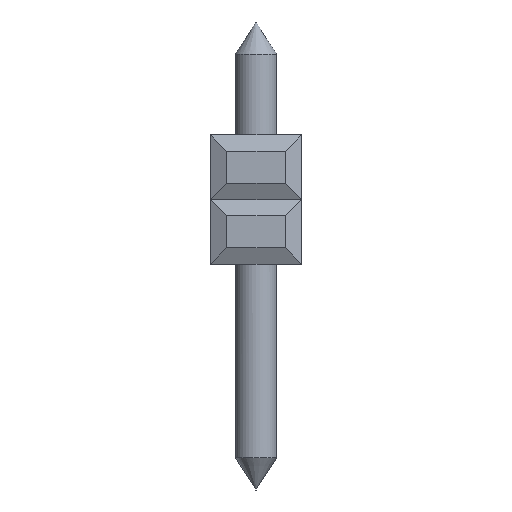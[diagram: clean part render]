
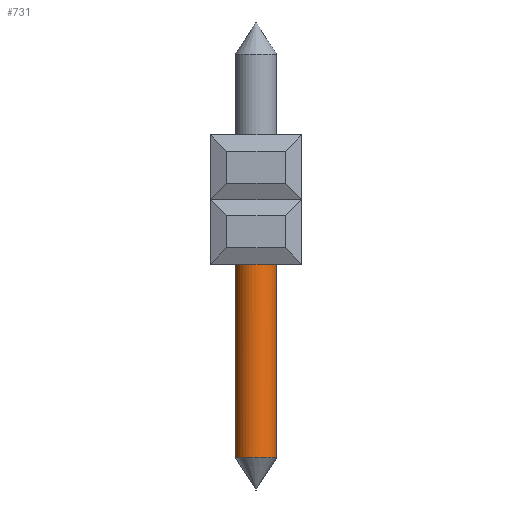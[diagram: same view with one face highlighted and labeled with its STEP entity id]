
A CAD part, left-side view. The second image highlights one B-rep face of the part: STEP entity #731.
In plain terms, the highlighted cylindrical face has radius 0.65 mm (diameter 1.3 mm), a full revolution.
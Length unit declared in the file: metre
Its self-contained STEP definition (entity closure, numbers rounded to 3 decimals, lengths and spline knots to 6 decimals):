
#731=ADVANCED_FACE('',(#2085,#2086),#2087,.T.);
#2085=FACE_OUTER_BOUND('',#4178,.T.);
#2086=FACE_OUTER_BOUND('',#4179,.T.);
#2087=CYLINDRICAL_SURFACE('',#4180,0.00065);
#4178=EDGE_LOOP('',(#6367));
#4179=EDGE_LOOP('',(#6368));
#4180=AXIS2_PLACEMENT_3D('',#6369,#6370,#6371);
#6367=ORIENTED_EDGE('',*,*,#11677,.F.);
#6368=ORIENTED_EDGE('',*,*,#11678,.F.);
#6369=CARTESIAN_POINT('',(-0.00435,-0.03326,0.0005));
#6370=DIRECTION('',(0.0,0.,-1.0));
#6371=DIRECTION('',(-1.0,0.0,0.0));
#11677=EDGE_CURVE('',#13830,#13830,#13831,.T.);
#11678=EDGE_CURVE('',#13832,#13832,#13833,.T.);
#13830=VERTEX_POINT('',#16791);
#13831=CIRCLE('',#16792,0.00065);
#13832=VERTEX_POINT('',#16793);
#13833=CIRCLE('',#16794,0.00065);
#16791=CARTESIAN_POINT('',(-0.00396,-0.03274,-0.01));
#16792=AXIS2_PLACEMENT_3D('',#20978,#20979,#20980);
#16793=CARTESIAN_POINT('',(-0.00435,-0.03391,-0.0038));
#16794=AXIS2_PLACEMENT_3D('',#20981,#20982,#20983);
#20978=CARTESIAN_POINT('',(-0.00435,-0.03326,-0.01));
#20979=DIRECTION('',(0.,0.,-1.0));
#20980=DIRECTION('',(0.6,0.8,0.));
#20981=CARTESIAN_POINT('',(-0.00435,-0.03326,-0.0038));
#20982=DIRECTION('',(0.0,0.,1.0));
#20983=DIRECTION('',(0.0,-1.0,0.));
